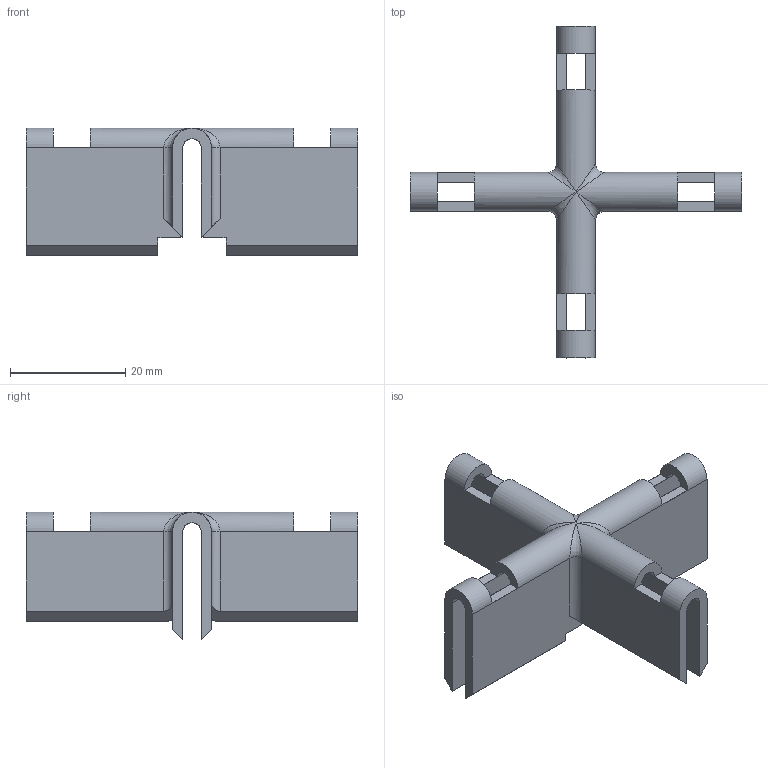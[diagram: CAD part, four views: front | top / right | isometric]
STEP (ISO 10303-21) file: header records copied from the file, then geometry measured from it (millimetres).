
FILE_DESCRIPTION(('', 'CAx-IF Rec.Pracs.---Representation and Presentation of Product Manufacturing Information (PMI)---4.0---2014-10-13'),'2;1');
FILE_NAME('SGN1287.STP', '2021-05-13T18:27:22',(''), (''), 'Kubotek Kosmos Version 3.0.7268.7268', 'KeyCreator Pro', '');
FILE_SCHEMA(('AP242_MANAGED_MODEL_BASED_3D_ENGINEERING_MIM_LF { 1 0 10303 442 1 1 4 }'));
Length unit declared in the file: inch
Bounding box: 57.56 x 57.56 x 22.15 mm (x, y, z)
Volume: 6968.6 mm3; surface area: 8897.7 mm2
Topology: 1 solids, 1 shells, 92 faces, 252 edges, 154 vertices
Faces by surface type: plane 68, cylinder 16, bspline 8
Entity records: 3784 total; most frequent: CARTESIAN_POINT 1512, ORIENTED_EDGE 488, DIRECTION 447, EDGE_CURVE 244, VECTOR 157, LINE 157, VERTEX_POINT 154, AXIS2_PLACEMENT_3D 145
